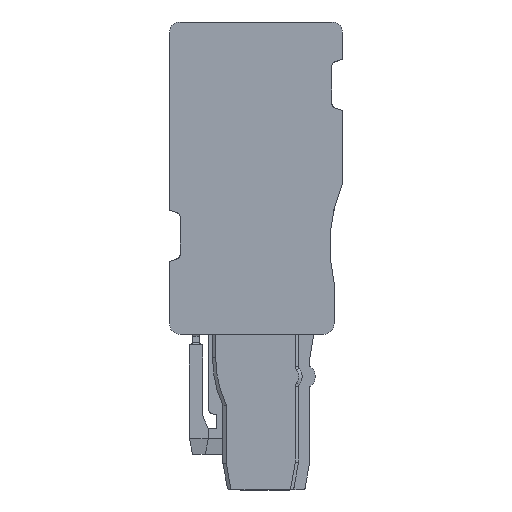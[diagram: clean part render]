
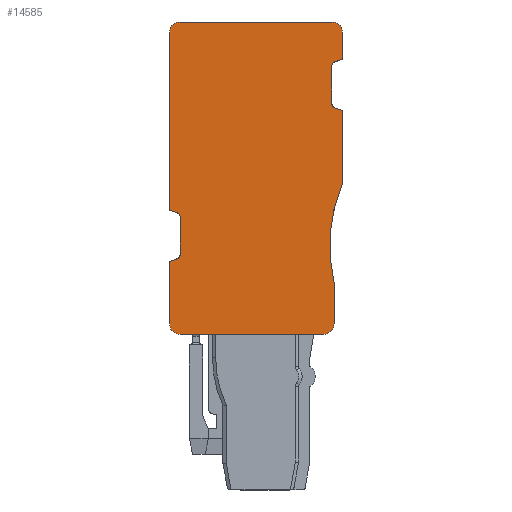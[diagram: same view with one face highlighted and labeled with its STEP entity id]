
A CAD part, left-side view. The second image highlights one B-rep face of the part: STEP entity #14585.
In plain terms, the highlighted planar face has unit normal (-1, 0, 0).
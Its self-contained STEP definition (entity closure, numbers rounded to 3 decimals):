
#3636=AXIS2_PLACEMENT_3D('Circle Axis2P3D',#3634,#3635,$) ;
#3727=AXIS2_PLACEMENT_3D('Circle Axis2P3D',#3725,#3726,$) ;
#3831=AXIS2_PLACEMENT_3D('Circle Axis2P3D',#3829,#3830,$) ;
#8357=AXIS2_PLACEMENT_3D('Circle Axis2P3D',#8355,#8356,$) ;
#9364=AXIS2_PLACEMENT_3D('Circle Axis2P3D',#9362,#9363,$) ;
#11839=AXIS2_PLACEMENT_3D('Circle Axis2P3D',#11837,#11838,$) ;
#12515=AXIS2_PLACEMENT_3D('Circle Axis2P3D',#12513,#12514,$) ;
#12751=AXIS2_PLACEMENT_3D('Circle Axis2P3D',#12749,#12750,$) ;
#12951=AXIS2_PLACEMENT_3D('Circle Axis2P3D',#12949,#12950,$) ;
#14517=AXIS2_PLACEMENT_3D('Plane Axis2P3D',#14514,#14515,#14516) ;
#14521=AXIS2_PLACEMENT_3D('Circle Axis2P3D',#14519,#14520,$) ;
#14535=AXIS2_PLACEMENT_3D('Circle Axis2P3D',#14533,#14534,$) ;
#14540=AXIS2_PLACEMENT_3D('Circle Axis2P3D',#14538,#14539,$) ;
#14554=AXIS2_PLACEMENT_3D('Circle Axis2P3D',#14552,#14553,$) ;
#125=CARTESIAN_POINT('Line Origine',(0.,16.5,35.204)) ;
#129=CARTESIAN_POINT('Vertex',(0.,16.5,43.65)) ;
#131=CARTESIAN_POINT('Vertex',(0.,16.5,26.758)) ;
#256=CARTESIAN_POINT('Vertex',(0.,15.742,26.439)) ;
#259=CARTESIAN_POINT('Line Origine',(0.,16.086,26.551)) ;
#263=CARTESIAN_POINT('Vertex',(0.,16.431,26.662)) ;
#514=CARTESIAN_POINT('Line Origine',(0.,16.5,18.796)) ;
#518=CARTESIAN_POINT('Vertex',(0.,16.5,21.742)) ;
#520=CARTESIAN_POINT('Vertex',(0.,16.5,15.85)) ;
#778=CARTESIAN_POINT('Vertex',(0.,15.5,14.85)) ;
#906=CARTESIAN_POINT('Vertex',(0.,1.8,14.85)) ;
#909=CARTESIAN_POINT('Line Origine',(0.,8.65,14.85)) ;
#1397=CARTESIAN_POINT('Line Origine',(0.,0.8,17.8)) ;
#1401=CARTESIAN_POINT('Vertex',(0.,0.8,15.85)) ;
#1403=CARTESIAN_POINT('Vertex',(0.,0.8,19.75)) ;
#1574=CARTESIAN_POINT('Line Origine',(0.,0.,32.691)) ;
#1578=CARTESIAN_POINT('Vertex',(0.,0.,29.24)) ;
#1580=CARTESIAN_POINT('Vertex',(0.,0.,36.142)) ;
#1826=CARTESIAN_POINT('Vertex',(0.,0.758,36.461)) ;
#1829=CARTESIAN_POINT('Line Origine',(0.,0.414,36.349)) ;
#1833=CARTESIAN_POINT('Vertex',(0.,0.069,36.238)) ;
#2084=CARTESIAN_POINT('Line Origine',(0.,0.,42.404)) ;
#2088=CARTESIAN_POINT('Vertex',(0.,0.,41.158)) ;
#2090=CARTESIAN_POINT('Vertex',(0.,0.,43.65)) ;
#3378=CARTESIAN_POINT('Line Origine',(0.,0.414,40.951)) ;
#3382=CARTESIAN_POINT('Vertex',(0.,0.069,41.062)) ;
#3384=CARTESIAN_POINT('Vertex',(0.,0.758,40.839)) ;
#3634=CARTESIAN_POINT('Axis2P3D Location',(0.,-13.774,23.3)) ;
#3725=CARTESIAN_POINT('Axis2P3D Location',(0.,1.8,15.85)) ;
#3829=CARTESIAN_POINT('Axis2P3D Location',(0.,15.5,15.85)) ;
#3847=CARTESIAN_POINT('Line Origine',(0.,16.086,21.949)) ;
#3851=CARTESIAN_POINT('Vertex',(0.,16.431,21.838)) ;
#3853=CARTESIAN_POINT('Vertex',(0.,15.742,22.061)) ;
#8352=CARTESIAN_POINT('Vertex',(0.,1.,44.65)) ;
#8355=CARTESIAN_POINT('Axis2P3D Location',(0.,1.,43.65)) ;
#8454=CARTESIAN_POINT('Vertex',(0.,15.5,44.65)) ;
#8457=CARTESIAN_POINT('Line Origine',(0.,8.25,44.65)) ;
#9362=CARTESIAN_POINT('Axis2P3D Location',(0.,15.5,43.65)) ;
#11837=CARTESIAN_POINT('Axis2P3D Location',(0.,16.4,21.742)) ;
#12513=CARTESIAN_POINT('Axis2P3D Location',(0.,16.4,26.758)) ;
#12749=CARTESIAN_POINT('Axis2P3D Location',(0.,0.1,36.142)) ;
#12949=CARTESIAN_POINT('Axis2P3D Location',(0.,0.1,41.158)) ;
#14514=CARTESIAN_POINT('Axis2P3D Location',(0.,7.5,14.85)) ;
#14519=CARTESIAN_POINT('Axis2P3D Location',(0.,0.65,36.794)) ;
#14523=CARTESIAN_POINT('Vertex',(0.,1.,36.794)) ;
#14526=CARTESIAN_POINT('Line Origine',(0.,1.,38.65)) ;
#14530=CARTESIAN_POINT('Vertex',(0.,1.,40.506)) ;
#14533=CARTESIAN_POINT('Axis2P3D Location',(0.,0.65,40.506)) ;
#14538=CARTESIAN_POINT('Axis2P3D Location',(0.,15.85,26.106)) ;
#14542=CARTESIAN_POINT('Vertex',(0.,15.5,26.106)) ;
#14545=CARTESIAN_POINT('Line Origine',(0.,15.5,24.25)) ;
#14549=CARTESIAN_POINT('Vertex',(0.,15.5,22.394)) ;
#14552=CARTESIAN_POINT('Axis2P3D Location',(0.,15.85,22.394)) ;
#126=DIRECTION('Vector Direction',(0.,0.,-1.)) ;
#260=DIRECTION('Vector Direction',(0.,0.951,0.309)) ;
#515=DIRECTION('Vector Direction',(0.,0.,-1.)) ;
#910=DIRECTION('Vector Direction',(0.,1.,0.)) ;
#1398=DIRECTION('Vector Direction',(0.,0.,1.)) ;
#1575=DIRECTION('Vector Direction',(0.,0.,1.)) ;
#1830=DIRECTION('Vector Direction',(0.,-0.951,-0.309)) ;
#2085=DIRECTION('Vector Direction',(0.,0.,1.)) ;
#3379=DIRECTION('Vector Direction',(0.,0.951,-0.309)) ;
#3635=DIRECTION('Axis2P3D Direction',(1.,0.,-0.)) ;
#3726=DIRECTION('Axis2P3D Direction',(1.,0.,-0.)) ;
#3830=DIRECTION('Axis2P3D Direction',(1.,0.,-0.)) ;
#3848=DIRECTION('Vector Direction',(0.,-0.951,0.309)) ;
#8356=DIRECTION('Axis2P3D Direction',(-1.,0.,0.)) ;
#8458=DIRECTION('Vector Direction',(0.,-1.,0.)) ;
#9363=DIRECTION('Axis2P3D Direction',(-1.,0.,0.)) ;
#11838=DIRECTION('Axis2P3D Direction',(1.,0.,-0.)) ;
#12514=DIRECTION('Axis2P3D Direction',(1.,0.,-0.)) ;
#12750=DIRECTION('Axis2P3D Direction',(1.,0.,-0.)) ;
#12950=DIRECTION('Axis2P3D Direction',(1.,0.,-0.)) ;
#14515=DIRECTION('Axis2P3D Direction',(-1.,0.,0.)) ;
#14516=DIRECTION('Axis2P3D XDirection',(0.,-1.,0.)) ;
#14520=DIRECTION('Axis2P3D Direction',(-1.,0.,0.)) ;
#14527=DIRECTION('Vector Direction',(0.,0.,-1.)) ;
#14534=DIRECTION('Axis2P3D Direction',(-1.,0.,0.)) ;
#14539=DIRECTION('Axis2P3D Direction',(-1.,0.,0.)) ;
#14546=DIRECTION('Vector Direction',(0.,0.,-1.)) ;
#14553=DIRECTION('Axis2P3D Direction',(-1.,0.,0.)) ;
#127=VECTOR('Line Direction',#126,1.) ;
#261=VECTOR('Line Direction',#260,1.) ;
#516=VECTOR('Line Direction',#515,1.) ;
#911=VECTOR('Line Direction',#910,1.) ;
#1399=VECTOR('Line Direction',#1398,1.) ;
#1576=VECTOR('Line Direction',#1575,1.) ;
#1831=VECTOR('Line Direction',#1830,1.) ;
#2086=VECTOR('Line Direction',#2085,1.) ;
#3380=VECTOR('Line Direction',#3379,1.) ;
#3849=VECTOR('Line Direction',#3848,1.) ;
#8459=VECTOR('Line Direction',#8458,1.) ;
#14528=VECTOR('Line Direction',#14527,1.) ;
#14547=VECTOR('Line Direction',#14546,1.) ;
#14558=ORIENTED_EDGE('',*,*,#913,.F.) ;
#14559=ORIENTED_EDGE('',*,*,#3729,.T.) ;
#14560=ORIENTED_EDGE('',*,*,#1405,.T.) ;
#14561=ORIENTED_EDGE('',*,*,#3638,.F.) ;
#14562=ORIENTED_EDGE('',*,*,#1582,.T.) ;
#14563=ORIENTED_EDGE('',*,*,#12753,.T.) ;
#14564=ORIENTED_EDGE('',*,*,#1835,.F.) ;
#14565=ORIENTED_EDGE('',*,*,#14525,.F.) ;
#14566=ORIENTED_EDGE('',*,*,#14532,.F.) ;
#14567=ORIENTED_EDGE('',*,*,#14537,.F.) ;
#14568=ORIENTED_EDGE('',*,*,#3386,.F.) ;
#14569=ORIENTED_EDGE('',*,*,#12953,.T.) ;
#14570=ORIENTED_EDGE('',*,*,#2092,.T.) ;
#14571=ORIENTED_EDGE('',*,*,#8359,.T.) ;
#14572=ORIENTED_EDGE('',*,*,#8461,.F.) ;
#14573=ORIENTED_EDGE('',*,*,#9366,.T.) ;
#14574=ORIENTED_EDGE('',*,*,#133,.T.) ;
#14575=ORIENTED_EDGE('',*,*,#12517,.T.) ;
#14576=ORIENTED_EDGE('',*,*,#265,.F.) ;
#14577=ORIENTED_EDGE('',*,*,#14544,.F.) ;
#14578=ORIENTED_EDGE('',*,*,#14551,.T.) ;
#14579=ORIENTED_EDGE('',*,*,#14556,.F.) ;
#14580=ORIENTED_EDGE('',*,*,#3855,.F.) ;
#14581=ORIENTED_EDGE('',*,*,#11841,.T.) ;
#14582=ORIENTED_EDGE('',*,*,#522,.T.) ;
#14583=ORIENTED_EDGE('',*,*,#3833,.T.) ;
#14585=ADVANCED_FACE('PartBody',(#14584),#14518,.T.) ;
#3637=CIRCLE('generated circle',#3636,15.) ;
#3728=CIRCLE('generated circle',#3727,1.) ;
#3832=CIRCLE('generated circle',#3831,1.) ;
#8358=CIRCLE('generated circle',#8357,1.) ;
#9365=CIRCLE('generated circle',#9364,1.) ;
#11840=CIRCLE('generated circle',#11839,0.1) ;
#12516=CIRCLE('generated circle',#12515,0.1) ;
#12752=CIRCLE('generated circle',#12751,0.1) ;
#12952=CIRCLE('generated circle',#12951,0.1) ;
#14522=CIRCLE('generated circle',#14521,0.35) ;
#14536=CIRCLE('generated circle',#14535,0.35) ;
#14541=CIRCLE('generated circle',#14540,0.35) ;
#14555=CIRCLE('generated circle',#14554,0.35) ;
#133=EDGE_CURVE('',#130,#132,#128,.T.) ;
#265=EDGE_CURVE('',#257,#264,#262,.T.) ;
#522=EDGE_CURVE('',#519,#521,#517,.T.) ;
#913=EDGE_CURVE('',#907,#779,#912,.T.) ;
#1405=EDGE_CURVE('',#1402,#1404,#1400,.T.) ;
#1582=EDGE_CURVE('',#1579,#1581,#1577,.T.) ;
#1835=EDGE_CURVE('',#1827,#1834,#1832,.T.) ;
#2092=EDGE_CURVE('',#2089,#2091,#2087,.T.) ;
#3386=EDGE_CURVE('',#3383,#3385,#3381,.T.) ;
#3638=EDGE_CURVE('',#1579,#1404,#3637,.F.) ;
#3729=EDGE_CURVE('',#907,#1402,#3728,.F.) ;
#3833=EDGE_CURVE('',#521,#779,#3832,.F.) ;
#3855=EDGE_CURVE('',#3852,#3854,#3850,.T.) ;
#8359=EDGE_CURVE('',#2091,#8353,#8358,.T.) ;
#8461=EDGE_CURVE('',#8455,#8353,#8460,.T.) ;
#9366=EDGE_CURVE('',#8455,#130,#9365,.T.) ;
#11841=EDGE_CURVE('',#3852,#519,#11840,.F.) ;
#12517=EDGE_CURVE('',#132,#264,#12516,.F.) ;
#12753=EDGE_CURVE('',#1581,#1834,#12752,.F.) ;
#12953=EDGE_CURVE('',#3383,#2089,#12952,.F.) ;
#14525=EDGE_CURVE('',#14524,#1827,#14522,.T.) ;
#14532=EDGE_CURVE('',#14531,#14524,#14529,.T.) ;
#14537=EDGE_CURVE('',#3385,#14531,#14536,.T.) ;
#14544=EDGE_CURVE('',#14543,#257,#14541,.T.) ;
#14551=EDGE_CURVE('',#14543,#14550,#14548,.T.) ;
#14556=EDGE_CURVE('',#3854,#14550,#14555,.T.) ;
#14557=EDGE_LOOP('',(#14558,#14559,#14560,#14561,#14562,#14563,#14564,#14565,#14566,#14567,#14568,#14569,#14570,#14571,#14572,#14573,#14574,#14575,#14576,#14577,#14578,#14579,#14580,#14581,#14582,#14583)) ;
#14584=FACE_OUTER_BOUND('',#14557,.T.) ;
#128=LINE('Line',#125,#127) ;
#262=LINE('Line',#259,#261) ;
#517=LINE('Line',#514,#516) ;
#912=LINE('Line',#909,#911) ;
#1400=LINE('Line',#1397,#1399) ;
#1577=LINE('Line',#1574,#1576) ;
#1832=LINE('Line',#1829,#1831) ;
#2087=LINE('Line',#2084,#2086) ;
#3381=LINE('Line',#3378,#3380) ;
#3850=LINE('Line',#3847,#3849) ;
#8460=LINE('Line',#8457,#8459) ;
#14529=LINE('Line',#14526,#14528) ;
#14548=LINE('Line',#14545,#14547) ;
#14518=PLANE('',#14517) ;
#130=VERTEX_POINT('',#129) ;
#132=VERTEX_POINT('',#131) ;
#257=VERTEX_POINT('',#256) ;
#264=VERTEX_POINT('',#263) ;
#519=VERTEX_POINT('',#518) ;
#521=VERTEX_POINT('',#520) ;
#779=VERTEX_POINT('',#778) ;
#907=VERTEX_POINT('',#906) ;
#1402=VERTEX_POINT('',#1401) ;
#1404=VERTEX_POINT('',#1403) ;
#1579=VERTEX_POINT('',#1578) ;
#1581=VERTEX_POINT('',#1580) ;
#1827=VERTEX_POINT('',#1826) ;
#1834=VERTEX_POINT('',#1833) ;
#2089=VERTEX_POINT('',#2088) ;
#2091=VERTEX_POINT('',#2090) ;
#3383=VERTEX_POINT('',#3382) ;
#3385=VERTEX_POINT('',#3384) ;
#3852=VERTEX_POINT('',#3851) ;
#3854=VERTEX_POINT('',#3853) ;
#8353=VERTEX_POINT('',#8352) ;
#8455=VERTEX_POINT('',#8454) ;
#14524=VERTEX_POINT('',#14523) ;
#14531=VERTEX_POINT('',#14530) ;
#14543=VERTEX_POINT('',#14542) ;
#14550=VERTEX_POINT('',#14549) ;
